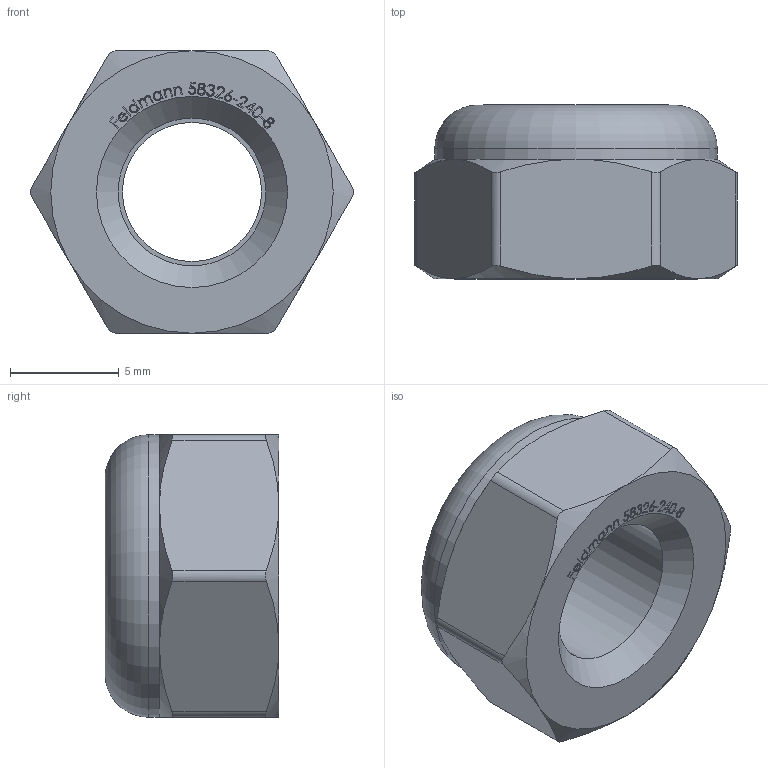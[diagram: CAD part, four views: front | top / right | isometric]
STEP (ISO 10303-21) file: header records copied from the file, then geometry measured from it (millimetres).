
FILE_DESCRIPTION (( 'STEP AP203' ), '1' );
FILE_NAME ('58326-240-8.step', '2021-12-10T09:48:37', ( '' ), ( '' ), 'SwSTEP 2.0', 'SolidWorks 2018', '' );
FILE_SCHEMA (( 'CONFIG_CONTROL_DESIGN' ));
Length unit declared in the file: millimetre
Products named in the file (2): 58326-240-8
Bounding box: 14.86 x 8 x 13 mm (x, y, z)
Volume: 786.2 mm3; surface area: 816.7 mm2
Topology: 2 solids, 2 shells, 300 faces, 780 edges, 515 vertices
Faces by surface type: plane 140, bspline 134, cone 14, cylinder 11, torus 1
Full cylindrical faces by diameter (mm): 6.4 x1, 6.8 x1, 8.8 x2, 13 x1
Entity records: 16582 total; most frequent: CARTESIAN_POINT 10071, ORIENTED_EDGE 1544, DIRECTION 829, EDGE_CURVE 772, VERTEX_POINT 515, VECTOR 443, LINE 443, EDGE_LOOP 343
